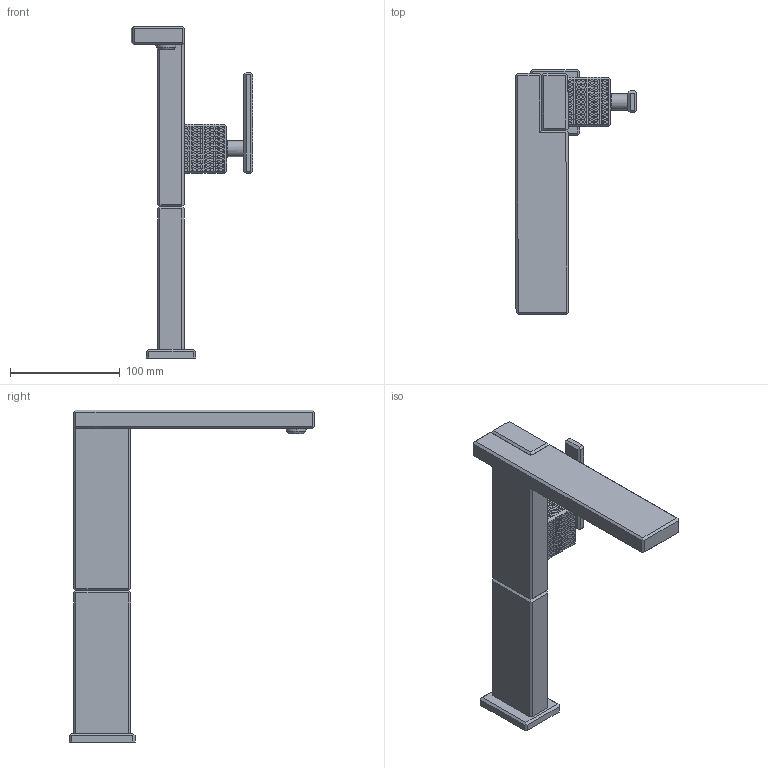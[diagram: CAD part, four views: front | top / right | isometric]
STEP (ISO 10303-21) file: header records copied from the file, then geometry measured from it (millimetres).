
FILE_DESCRIPTION(/* description */ (''),/* implementation_level */ '2;1');
FILE_NAME(/* name */ 'TVW126003000.step',/* time_stamp */ '2023-01-23T14:56:23+01:00',/* author */ (''),/* organization */ (''),/* preprocessor_version */ 'ST-DEVELOPER v19.2',/* originating_system */ 'Autodesk Translation Framework v11.17.0.187',/* authorisation */ '');
FILE_SCHEMA (('AUTOMOTIVE_DESIGN { 1 0 10303 214 3 1 1 }'));
Products named in the file (9): (Nicht gespeichert); 80T168U93; 80G168U93; 81T168293; 81P35VMD; 82T168U93; 8DZ168U93G; Komponente7; Komponente8
Assembly tree (8 placements, depth 2):
  (Nicht gespeichert)
    80T168U93
    80G168U93
    81T168293
    81P35VMD
    82T168U93
    8DZ168U93G
    Komponente7
    Komponente8
Bounding box: 110.69 x 224.15 x 303 mm (x, y, z)
Volume: 503757.2 mm3; surface area: 120034.8 mm2
Topology: 8 solids, 8 shells, 6361 faces, 13404 edges, 7066 vertices
Faces by surface type: plane 6322, cylinder 31, bspline 4, cone 3, torus 1
Full cylindrical faces by diameter (mm): 4.2 x3, 5.5 x2, 15 x1, 23 x1, 25 x1
Entity records: 159376 total; most frequent: CARTESIAN_POINT 26960, ORIENTED_EDGE 26806, DIRECTION 26230, EDGE_CURVE 13403, LINE 13320, VECTOR 13320, VERTEX_POINT 7066, AXIS2_PLACEMENT_3D 6455
